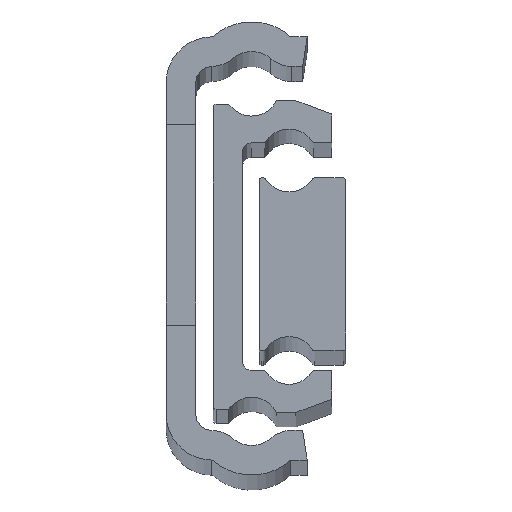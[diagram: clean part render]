
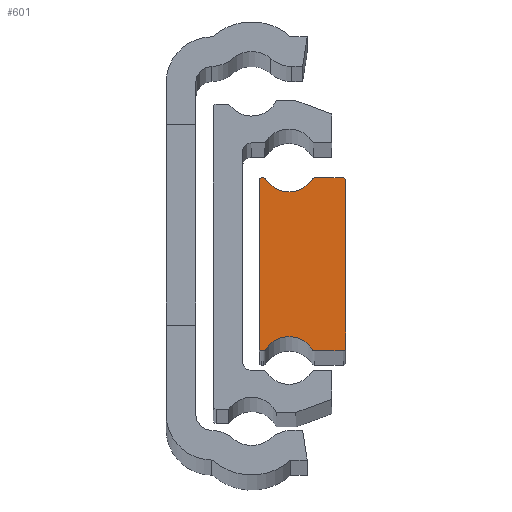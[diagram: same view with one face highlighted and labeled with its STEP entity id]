
A CAD part, top view. The second image highlights one B-rep face of the part: STEP entity #601.
In plain terms, the highlighted face is planar.
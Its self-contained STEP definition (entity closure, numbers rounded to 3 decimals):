
#17 = EDGE_CURVE ( 'NONE', #977, #1152, #767, .T. ) ;
#29 = ORIENTED_EDGE ( 'NONE', *, *, #1414, .F. ) ;
#30 = ORIENTED_EDGE ( 'NONE', *, *, #1415, .F. ) ;
#31 = ORIENTED_EDGE ( 'NONE', *, *, #1353, .F. ) ;
#32 = ORIENTED_EDGE ( 'NONE', *, *, #1397, .F. ) ;
#34 = ORIENTED_EDGE ( 'NONE', *, *, #1389, .F. ) ;
#63 = ORIENTED_EDGE ( 'NONE', *, *, #1368, .F. ) ;
#66 = ORIENTED_EDGE ( 'NONE', *, *, #1366, .F. ) ;
#67 = ORIENTED_EDGE ( 'NONE', *, *, #1386, .F. ) ;
#68 = ORIENTED_EDGE ( 'NONE', *, *, #1375, .F. ) ;
#69 = ORIENTED_EDGE ( 'NONE', *, *, #1367, .F. ) ;
#70 = ORIENTED_EDGE ( 'NONE', *, *, #1408, .F. ) ;
#123 = ORIENTED_EDGE ( 'NONE', *, *, #1349, .F. ) ;
#127 = ORIENTED_EDGE ( 'NONE', *, *, #17, .F. ) ;
#145 = ORIENTED_EDGE ( 'NONE', *, *, #1396, .F. ) ;
#152 = ORIENTED_EDGE ( 'NONE', *, *, #1379, .F. ) ;
#165 = ORIENTED_EDGE ( 'NONE', *, *, #1417, .F. ) ;
#304 = CARTESIAN_POINT ( 'NONE',  ( 19.45, -9.5, 0. ) ) ;
#358 = CARTESIAN_POINT ( 'NONE',  ( 16.32, -9.5, 0. ) ) ;
#377 = CARTESIAN_POINT ( 'NONE',  ( 10.45, 9.5, 0. ) ) ;
#386 = CARTESIAN_POINT ( 'NONE',  ( 10.933, 9.361, 0. ) ) ;
#393 = CARTESIAN_POINT ( 'NONE',  ( 10.68, -9.5, 0. ) ) ;
#401 = CARTESIAN_POINT ( 'NONE',  ( 10.933, -9.361, 0. ) ) ;
#422 = CARTESIAN_POINT ( 'NONE',  ( 10.68, 9.5, 0. ) ) ;
#437 = CARTESIAN_POINT ( 'NONE',  ( 16.32, 9.5, 0. ) ) ;
#601 = ADVANCED_FACE ( 'NONE', ( #1987 ), #1005, .F. ) ;
#692 = EDGE_LOOP ( 'NONE', ( #123, #145, #152, #165, #30, #29, #63, #31, #34, #67, #66, #32, #70, #69, #68, #127 ) ) ;
#767 = LINE ( 'NONE', #856, #768 ) ;
#768 = VECTOR ( 'NONE', #832, 1000. ) ;
#826 = CARTESIAN_POINT ( 'NONE',  ( 19.75, 9.2, 0. ) ) ;
#832 = DIRECTION ( 'NONE',  ( -1., 0., 0. ) ) ;
#837 = CARTESIAN_POINT ( 'NONE',  ( 19.75, -9.2, 0. ) ) ;
#856 = CARTESIAN_POINT ( 'NONE',  ( 19.45, 9.5, 0. ) ) ;
#864 = VERTEX_POINT ( 'NONE', #933 ) ;
#912 = VERTEX_POINT ( 'NONE', #1204 ) ;
#930 = VERTEX_POINT ( 'NONE', #948 ) ;
#933 = CARTESIAN_POINT ( 'NONE',  ( 10.25, 9.3, 0. ) ) ;
#940 = DIRECTION ( 'NONE',  ( 1., 0., 0. ) ) ;
#945 = CARTESIAN_POINT ( 'NONE',  ( 19.45, 9.5, 0. ) ) ;
#948 = CARTESIAN_POINT ( 'NONE',  ( 16.067, -9.361, 0. ) ) ;
#951 = CARTESIAN_POINT ( 'NONE',  ( 10.25, -9.3, 0. ) ) ;
#967 = VERTEX_POINT ( 'NONE', #951 ) ;
#977 = VERTEX_POINT ( 'NONE', #945 ) ;
#982 = VERTEX_POINT ( 'NONE', #1112 ) ;
#997 = VERTEX_POINT ( 'NONE', #837 ) ;
#1005 = PLANE ( 'NONE',  #1473 ) ;
#1013 = VERTEX_POINT ( 'NONE', #826 ) ;
#1027 = VERTEX_POINT ( 'NONE', #422 ) ;
#1030 = VERTEX_POINT ( 'NONE', #393 ) ;
#1033 = VERTEX_POINT ( 'NONE', #386 ) ;
#1036 = VERTEX_POINT ( 'NONE', #401 ) ;
#1042 = VERTEX_POINT ( 'NONE', #358 ) ;
#1068 = DIRECTION ( 'NONE',  ( 0., 0., 1. ) ) ;
#1073 = CARTESIAN_POINT ( 'NONE',  ( 19.45, 9.2, 0. ) ) ;
#1093 = VERTEX_POINT ( 'NONE', #304 ) ;
#1095 = VERTEX_POINT ( 'NONE', #377 ) ;
#1112 = CARTESIAN_POINT ( 'NONE',  ( 10.45, -9.5, 0. ) ) ;
#1152 = VERTEX_POINT ( 'NONE', #437 ) ;
#1204 = CARTESIAN_POINT ( 'NONE',  ( 16.067, 9.361, 0. ) ) ;
#1349 = EDGE_CURVE ( 'NONE', #1013, #977, #2233, .T. ) ;
#1353 = EDGE_CURVE ( 'NONE', #982, #1030, #2237, .T. ) ;
#1366 = EDGE_CURVE ( 'NONE', #1095, #864, #2258, .T. ) ;
#1367 = EDGE_CURVE ( 'NONE', #912, #1033, #2259, .T. ) ;
#1368 = EDGE_CURVE ( 'NONE', #1030, #1036, #2261, .T. ) ;
#1375 = EDGE_CURVE ( 'NONE', #1152, #912, #2270, .T. ) ;
#1379 = EDGE_CURVE ( 'NONE', #1093, #997, #2276, .T. ) ;
#1386 = EDGE_CURVE ( 'NONE', #864, #967, #2256, .T. ) ;
#1389 = EDGE_CURVE ( 'NONE', #967, #982, #2291, .T. ) ;
#1396 = EDGE_CURVE ( 'NONE', #997, #1013, #2295, .T. ) ;
#1397 = EDGE_CURVE ( 'NONE', #1027, #1095, #2301, .T. ) ;
#1408 = EDGE_CURVE ( 'NONE', #1033, #1027, #1512, .T. ) ;
#1414 = EDGE_CURVE ( 'NONE', #1036, #930, #1520, .T. ) ;
#1415 = EDGE_CURVE ( 'NONE', #930, #1042, #1522, .T. ) ;
#1417 = EDGE_CURVE ( 'NONE', #1042, #1093, #1521, .T. ) ;
#1473 = AXIS2_PLACEMENT_3D ( 'NONE', #1073, #1068, #940 ) ;
#1512 = CIRCLE ( 'NONE', #1686, 0.3 ) ;
#1520 = CIRCLE ( 'NONE', #1689, 3.04 ) ;
#1521 = LINE ( 'NONE', #2535, #1523 ) ;
#1522 = CIRCLE ( 'NONE', #1690, 0.3 ) ;
#1523 = VECTOR ( 'NONE', #2536, 1000. ) ;
#1654 = AXIS2_PLACEMENT_3D ( 'NONE', #2360, #2361, #2362 ) ;
#1660 = AXIS2_PLACEMENT_3D ( 'NONE', #2410, #2411, #2412 ) ;
#1662 = AXIS2_PLACEMENT_3D ( 'NONE', #2407, #2408, #2409 ) ;
#1666 = AXIS2_PLACEMENT_3D ( 'NONE', #2399, #2405, #2406 ) ;
#1673 = AXIS2_PLACEMENT_3D ( 'NONE', #2422, #2428, #2429 ) ;
#1675 = AXIS2_PLACEMENT_3D ( 'NONE', #2431, #2439, #2440 ) ;
#1677 = AXIS2_PLACEMENT_3D ( 'NONE', #2462, #2463, #2464 ) ;
#1686 = AXIS2_PLACEMENT_3D ( 'NONE', #2497, #2512, #2513 ) ;
#1689 = AXIS2_PLACEMENT_3D ( 'NONE', #2520, #2527, #2528 ) ;
#1690 = AXIS2_PLACEMENT_3D ( 'NONE', #2523, #2530, #2531 ) ;
#1987 = FACE_OUTER_BOUND ( 'NONE', #692, .T. ) ;
#2224 = VECTOR ( 'NONE', #2372, 1000. ) ;
#2233 = CIRCLE ( 'NONE', #1654, 0.3 ) ;
#2237 = LINE ( 'NONE', #2366, #2224 ) ;
#2256 = LINE ( 'NONE', #2456, #2267 ) ;
#2258 = CIRCLE ( 'NONE', #1666, 0.2 ) ;
#2259 = CIRCLE ( 'NONE', #1662, 3.04 ) ;
#2261 = CIRCLE ( 'NONE', #1660, 0.3 ) ;
#2267 = VECTOR ( 'NONE', #2457, 1000. ) ;
#2270 = CIRCLE ( 'NONE', #1673, 0.3 ) ;
#2276 = CIRCLE ( 'NONE', #1675, 0.3 ) ;
#2291 = CIRCLE ( 'NONE', #1677, 0.2 ) ;
#2295 = LINE ( 'NONE', #2482, #2297 ) ;
#2297 = VECTOR ( 'NONE', #2483, 1000. ) ;
#2301 = LINE ( 'NONE', #2484, #2302 ) ;
#2302 = VECTOR ( 'NONE', #2485, 1000. ) ;
#2360 = CARTESIAN_POINT ( 'NONE',  ( 19.45, 9.2, 0. ) ) ;
#2361 = DIRECTION ( 'NONE',  ( 0., 0., 1. ) ) ;
#2362 = DIRECTION ( 'NONE',  ( 1., 0., 0. ) ) ;
#2366 = CARTESIAN_POINT ( 'NONE',  ( 10.45, -9.5, 0. ) ) ;
#2372 = DIRECTION ( 'NONE',  ( 1., 0., 0. ) ) ;
#2399 = CARTESIAN_POINT ( 'NONE',  ( 10.45, 9.3, 0. ) ) ;
#2405 = DIRECTION ( 'NONE',  ( 0., 0., 1. ) ) ;
#2406 = DIRECTION ( 'NONE',  ( 1., 0., 0. ) ) ;
#2407 = CARTESIAN_POINT ( 'NONE',  ( 13.5, 10.99, 0. ) ) ;
#2408 = DIRECTION ( 'NONE',  ( 0., 0., -1. ) ) ;
#2409 = DIRECTION ( 'NONE',  ( 1., 0., 0. ) ) ;
#2410 = CARTESIAN_POINT ( 'NONE',  ( 10.68, -9.2, 0. ) ) ;
#2411 = DIRECTION ( 'NONE',  ( 0., 0., 1. ) ) ;
#2412 = DIRECTION ( 'NONE',  ( 1., 0., 0. ) ) ;
#2422 = CARTESIAN_POINT ( 'NONE',  ( 16.32, 9.2, 0. ) ) ;
#2428 = DIRECTION ( 'NONE',  ( 0., 0., 1. ) ) ;
#2429 = DIRECTION ( 'NONE',  ( 1., 0., 0. ) ) ;
#2431 = CARTESIAN_POINT ( 'NONE',  ( 19.45, -9.2, 0. ) ) ;
#2439 = DIRECTION ( 'NONE',  ( 0., 0., 1. ) ) ;
#2440 = DIRECTION ( 'NONE',  ( 1., 0., 0. ) ) ;
#2456 = CARTESIAN_POINT ( 'NONE',  ( 10.25, 9.3, 0. ) ) ;
#2457 = DIRECTION ( 'NONE',  ( 0., -1., 0. ) ) ;
#2462 = CARTESIAN_POINT ( 'NONE',  ( 10.45, -9.3, 0. ) ) ;
#2463 = DIRECTION ( 'NONE',  ( 0., 0., 1. ) ) ;
#2464 = DIRECTION ( 'NONE',  ( 1., 0., 0. ) ) ;
#2482 = CARTESIAN_POINT ( 'NONE',  ( 19.75, -9.2, 0. ) ) ;
#2483 = DIRECTION ( 'NONE',  ( 0., 1., 0. ) ) ;
#2484 = CARTESIAN_POINT ( 'NONE',  ( 10.68, 9.5, 0. ) ) ;
#2485 = DIRECTION ( 'NONE',  ( -1., 0., 0. ) ) ;
#2497 = CARTESIAN_POINT ( 'NONE',  ( 10.68, 9.2, 0. ) ) ;
#2512 = DIRECTION ( 'NONE',  ( 0., 0., 1. ) ) ;
#2513 = DIRECTION ( 'NONE',  ( 1., 0., 0. ) ) ;
#2520 = CARTESIAN_POINT ( 'NONE',  ( 13.5, -10.99, 0. ) ) ;
#2523 = CARTESIAN_POINT ( 'NONE',  ( 16.32, -9.2, 0. ) ) ;
#2527 = DIRECTION ( 'NONE',  ( 0., 0., -1. ) ) ;
#2528 = DIRECTION ( 'NONE',  ( 1., 0., 0. ) ) ;
#2530 = DIRECTION ( 'NONE',  ( 0., 0., 1. ) ) ;
#2531 = DIRECTION ( 'NONE',  ( 1., 0., 0. ) ) ;
#2535 = CARTESIAN_POINT ( 'NONE',  ( 16.32, -9.5, 0. ) ) ;
#2536 = DIRECTION ( 'NONE',  ( 1., 0., 0. ) ) ;
